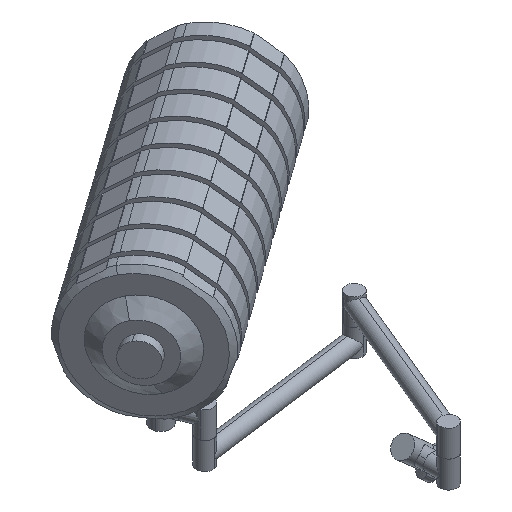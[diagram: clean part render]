
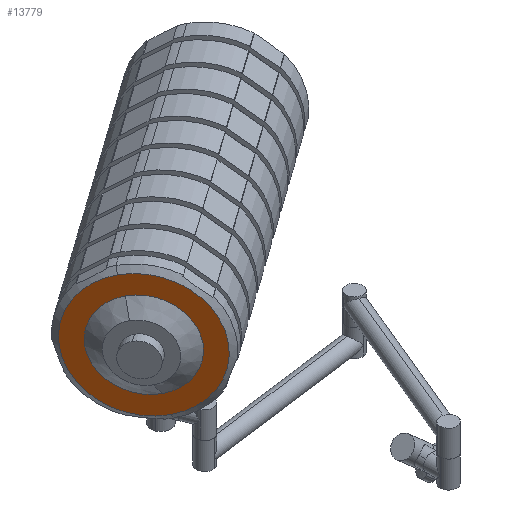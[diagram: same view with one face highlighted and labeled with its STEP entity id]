
A CAD part, isometric view. The second image highlights one B-rep face of the part: STEP entity #13779.
In plain terms, the highlighted face is planar.
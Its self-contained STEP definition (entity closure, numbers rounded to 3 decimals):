
#206 = CARTESIAN_POINT ( 'NONE',  ( 0., 0., 563.531 ) ) ;
#386 = VERTEX_POINT ( 'NONE', #5917 ) ;
#549 = CIRCLE ( 'NONE', #3536, 1280.703 ) ;
#757 = DIRECTION ( 'NONE',  ( 1., 0., 0. ) ) ;
#844 = CARTESIAN_POINT ( 'NONE',  ( 1832.608, 0., 563.531 ) ) ;
#1042 = CIRCLE ( 'NONE', #10555, 1832.608 ) ;
#1733 = EDGE_CURVE ( 'NONE', #386, #11451, #549, .T. ) ;
#2112 = AXIS2_PLACEMENT_3D ( 'NONE', #206, #12244, #757 ) ;
#2235 = CARTESIAN_POINT ( 'NONE',  ( 0., 0., 563.531 ) ) ;
#2737 = FACE_OUTER_BOUND ( 'NONE', #11418, .T. ) ;
#3363 = ORIENTED_EDGE ( 'NONE', *, *, #1733, .T. ) ;
#3435 = CARTESIAN_POINT ( 'NONE',  ( 1280.703, 0., 563.531 ) ) ;
#3475 = CARTESIAN_POINT ( 'NONE',  ( 1280.703, 0., 563.531 ) ) ;
#3536 = AXIS2_PLACEMENT_3D ( 'NONE', #2235, #12760, #13882 ) ;
#3738 = EDGE_CURVE ( 'NONE', #11451, #386, #11918, .T. ) ;
#3948 = VERTEX_POINT ( 'NONE', #8891 ) ;
#4679 = DIRECTION ( 'NONE',  ( 0., 0., 1. ) ) ;
#4997 = CIRCLE ( 'NONE', #14396, 1832.608 ) ;
#5653 = DIRECTION ( 'NONE',  ( 1., 0., 0. ) ) ;
#5712 = DIRECTION ( 'NONE',  ( 0., 0., 1. ) ) ;
#5917 = CARTESIAN_POINT ( 'NONE',  ( -1280.703, 0., 563.531 ) ) ;
#7426 = DIRECTION ( 'NONE',  ( 0., 0., 1. ) ) ;
#8552 = DIRECTION ( 'NONE',  ( 1., 0., 0. ) ) ;
#8891 = CARTESIAN_POINT ( 'NONE',  ( -1832.608, 0., 563.531 ) ) ;
#8976 = ORIENTED_EDGE ( 'NONE', *, *, #9246, .F. ) ;
#9006 = EDGE_CURVE ( 'NONE', #9960, #3948, #4997, .T. ) ;
#9246 = EDGE_CURVE ( 'NONE', #3948, #9960, #1042, .T. ) ;
#9339 = ORIENTED_EDGE ( 'NONE', *, *, #9006, .F. ) ;
#9960 = VERTEX_POINT ( 'NONE', #844 ) ;
#10266 = DIRECTION ( 'NONE',  ( 1., 0., 0. ) ) ;
#10382 = AXIS2_PLACEMENT_3D ( 'NONE', #3475, #4679, #10266 ) ;
#10555 = AXIS2_PLACEMENT_3D ( 'NONE', #12583, #5712, #5653 ) ;
#10885 = EDGE_LOOP ( 'NONE', ( #11823, #3363 ) ) ;
#11418 = EDGE_LOOP ( 'NONE', ( #9339, #8976 ) ) ;
#11451 = VERTEX_POINT ( 'NONE', #3435 ) ;
#11823 = ORIENTED_EDGE ( 'NONE', *, *, #3738, .T. ) ;
#11918 = CIRCLE ( 'NONE', #2112, 1280.703 ) ;
#12244 = DIRECTION ( 'NONE',  ( 0., 0., 1. ) ) ;
#12583 = CARTESIAN_POINT ( 'NONE',  ( 0., 0., 563.531 ) ) ;
#12760 = DIRECTION ( 'NONE',  ( 0., 0., 1. ) ) ;
#13070 = CARTESIAN_POINT ( 'NONE',  ( 0., 0., 563.531 ) ) ;
#13775 = PLANE ( 'NONE',  #10382 ) ;
#13779 = ADVANCED_FACE ( 'NONE', ( #2737, #14567 ), #13775, .F. ) ;
#13882 = DIRECTION ( 'NONE',  ( 1., 0., 0. ) ) ;
#14396 = AXIS2_PLACEMENT_3D ( 'NONE', #13070, #7426, #8552 ) ;
#14567 = FACE_BOUND ( 'NONE', #10885, .T. ) ;
